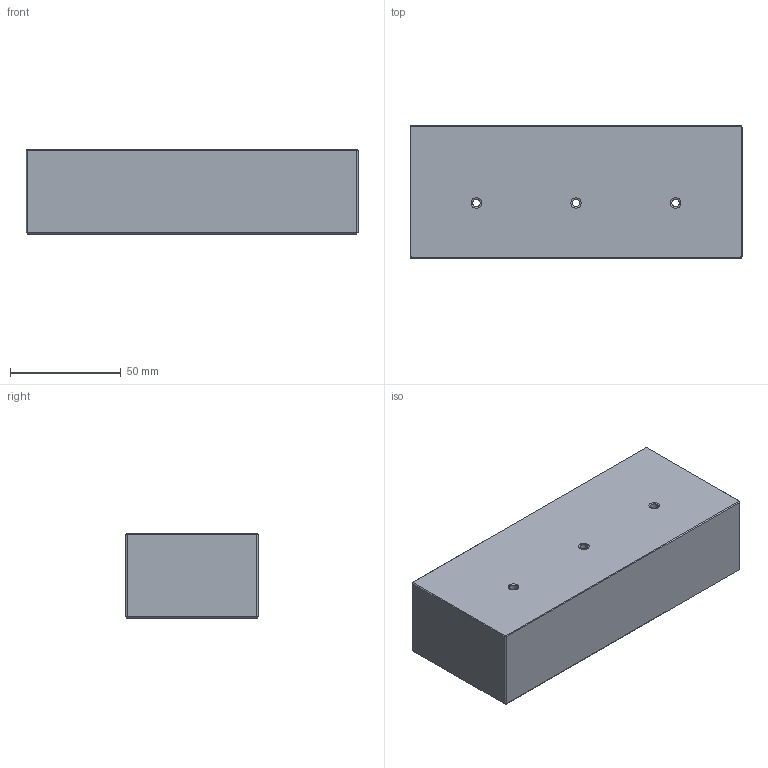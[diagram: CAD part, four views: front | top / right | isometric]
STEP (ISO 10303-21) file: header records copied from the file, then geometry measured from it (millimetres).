
FILE_DESCRIPTION(/* description */ (''),/* implementation_level */ '2;1');
FILE_NAME(/* name */ 'printable_die_holder.step',/* time_stamp */ '2022-11-12T11:21:08+13:00',/* author */ (''),/* organization */ (''),/* preprocessor_version */ 'ST-DEVELOPER v19.2',/* originating_system */ 'Autodesk Translation Framework v11.17.0.187',/* authorisation */ '');
FILE_SCHEMA (('AUTOMOTIVE_DESIGN { 1 0 10303 214 3 1 1 }'));
Length unit declared in the file: millimetre
Products named in the file (1): redding_die_holder
Bounding box: 150 x 60 x 38 mm (x, y, z)
Volume: 211786.1 mm3; surface area: 44706.5 mm2
Topology: 1 solids, 1 shells, 227 faces, 524 edges, 302 vertices
Faces by surface type: plane 92, cylinder 67, cone 50, torus 18
Full cylindrical faces by diameter (mm): 3.4 x3, 6 x3
Entity records: 6439 total; most frequent: CARTESIAN_POINT 1171, DIRECTION 1164, ORIENTED_EDGE 1048, EDGE_CURVE 524, AXIS2_PLACEMENT_3D 421, LINE 322, VECTOR 322, VERTEX_POINT 302
